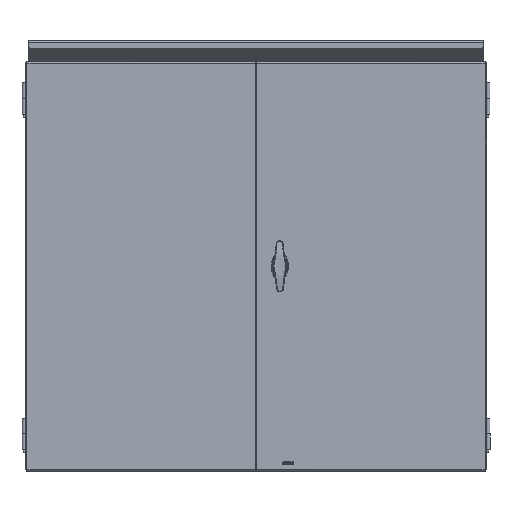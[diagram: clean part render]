
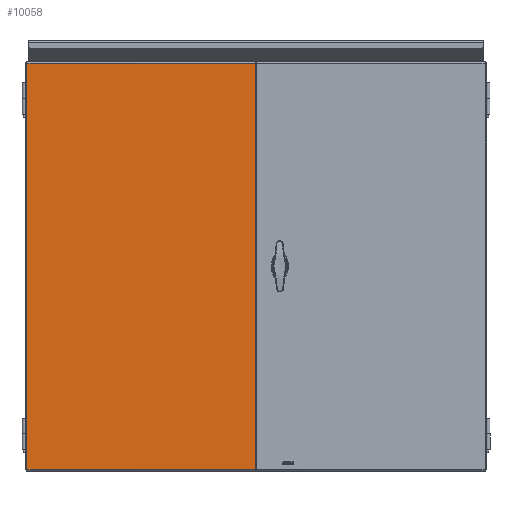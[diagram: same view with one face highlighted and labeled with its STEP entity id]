
A CAD part, top view. The second image highlights one B-rep face of the part: STEP entity #10058.
In plain terms, the highlighted planar face has unit normal (0, 0, 1).
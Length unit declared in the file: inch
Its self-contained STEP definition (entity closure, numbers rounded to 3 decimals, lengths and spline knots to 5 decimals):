
#714=PLANE($,#10827);
#1222=LINE($,#15460,#1994);
#1238=LINE($,#15538,#2010);
#1254=LINE($,#15608,#2026);
#1267=LINE($,#15695,#2039);
#1994=VECTOR($,#12385,18.0938);
#2010=VECTOR($,#12419,18.0938);
#2026=VECTOR($,#12455,32.1251);
#2039=VECTOR($,#12482,32.1251);
#2895=FACE_OUTER_BOUND($,#3534,.T.);
#3534=EDGE_LOOP($,(#7544,#7545,#7546,#7547));
#4735=VERTEX_POINT($,#15457);
#4736=VERTEX_POINT($,#15459);
#4747=VERTEX_POINT($,#15529);
#4748=VERTEX_POINT($,#15537);
#5743=EDGE_CURVE($,#4736,#4735,#1222,.T.);
#5763=EDGE_CURVE($,#4748,#4747,#1238,.T.);
#5783=EDGE_CURVE($,#4747,#4736,#1254,.T.);
#5799=EDGE_CURVE($,#4748,#4735,#1267,.T.);
#7544=ORIENTED_EDGE($,*,*,#5743,.T.);
#7545=ORIENTED_EDGE($,*,*,#5799,.F.);
#7546=ORIENTED_EDGE($,*,*,#5763,.T.);
#7547=ORIENTED_EDGE($,*,*,#5783,.T.);
#10058=ADVANCED_FACE($,(#2895),#714,.T.);
#10827=AXIS2_PLACEMENT_3D($,#15694,#12480,#12481);
#12385=DIRECTION($,(1.,0.,0.));
#12419=DIRECTION($,(-1.,0.,0.));
#12455=DIRECTION($,(0.,-1.,0.));
#12480=DIRECTION('center_axis',(0.,0.,1.));
#12481=DIRECTION('ref_axis',(1.,0.,0.));
#12482=DIRECTION($,(0.,-1.,0.));
#15457=CARTESIAN_POINT('',(9.10938,-16.06255,0.0937));
#15459=CARTESIAN_POINT('',(-8.98443,-16.06255,0.0937));
#15460=CARTESIAN_POINT($,(-4.49221,-16.06255,0.0937));
#15529=CARTESIAN_POINT('',(-8.98443,16.06255,0.0937));
#15537=CARTESIAN_POINT('',(9.10938,16.06255,0.0937));
#15538=CARTESIAN_POINT($,(4.55469,16.06255,0.0937));
#15608=CARTESIAN_POINT($,(-8.98443,8.03127,0.0937));
#15694=CARTESIAN_POINT('Origin',(0.,0.,0.0937));
#15695=CARTESIAN_POINT($,(9.10938,16.1875,0.0937));
